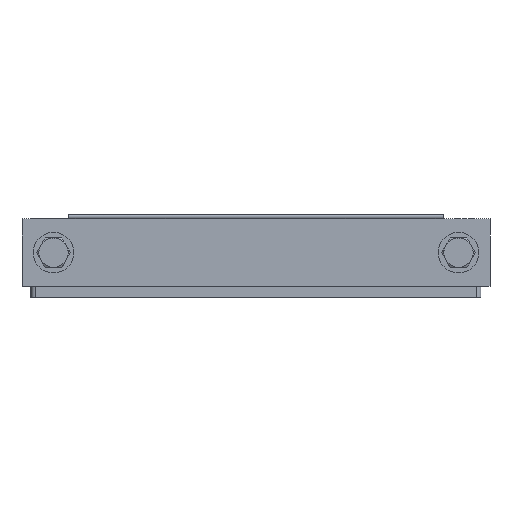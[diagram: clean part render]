
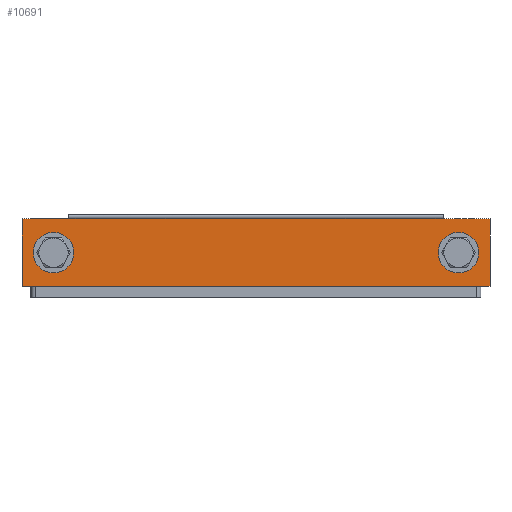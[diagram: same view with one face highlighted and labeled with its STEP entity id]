
A CAD part, front view. The second image highlights one B-rep face of the part: STEP entity #10691.
In plain terms, the highlighted planar face has unit normal (0, -1, 0).
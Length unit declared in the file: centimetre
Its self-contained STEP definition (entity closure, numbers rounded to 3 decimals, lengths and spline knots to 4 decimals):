
#214=FACE_BOUND('',#2036,.T.);
#215=FACE_BOUND('',#2037,.T.);
#1372=FACE_OUTER_BOUND('',#2035,.T.);
#2035=EDGE_LOOP('',(#8931,#8932,#8933,#8934,#8935,#8936));
#2036=EDGE_LOOP('',(#8937));
#2037=EDGE_LOOP('',(#8938));
#2606=CIRCLE('',#11717,0.9);
#2616=CIRCLE('',#11744,0.9);
#3231=LINE('',#17198,#4115);
#3246=LINE('',#17237,#4130);
#3266=LINE('',#17280,#4150);
#3270=LINE('',#17289,#4154);
#3272=LINE('',#17293,#4156);
#3273=LINE('',#17294,#4157);
#4115=VECTOR('',#14388,1.);
#4130=VECTOR('',#14427,1.);
#4150=VECTOR('',#14469,1.);
#4154=VECTOR('',#14477,1.);
#4156=VECTOR('',#14481,1.);
#4157=VECTOR('',#14482,1.);
#4948=VERTEX_POINT('',#16987);
#4970=VERTEX_POINT('',#17086);
#5004=VERTEX_POINT('',#17193);
#5005=VERTEX_POINT('',#17197);
#5017=VERTEX_POINT('',#17236);
#5029=VERTEX_POINT('',#17278);
#5031=VERTEX_POINT('',#17286);
#5033=VERTEX_POINT('',#17292);
#6245=EDGE_CURVE('',#4948,#4948,#2606,.T.);
#6281=EDGE_CURVE('',#4970,#4970,#2616,.T.);
#6334=EDGE_CURVE('',#5005,#5004,#3231,.T.);
#6353=EDGE_CURVE('',#5017,#5005,#3246,.T.);
#6376=EDGE_CURVE('',#5004,#5029,#3266,.T.);
#6380=EDGE_CURVE('',#5031,#5029,#3270,.T.);
#6382=EDGE_CURVE('',#5033,#5031,#3272,.T.);
#6383=EDGE_CURVE('',#5033,#5017,#3273,.T.);
#8931=ORIENTED_EDGE('',*,*,#6382,.F.);
#8932=ORIENTED_EDGE('',*,*,#6383,.T.);
#8933=ORIENTED_EDGE('',*,*,#6353,.T.);
#8934=ORIENTED_EDGE('',*,*,#6334,.T.);
#8935=ORIENTED_EDGE('',*,*,#6376,.T.);
#8936=ORIENTED_EDGE('',*,*,#6380,.F.);
#8937=ORIENTED_EDGE('',*,*,#6245,.T.);
#8938=ORIENTED_EDGE('',*,*,#6281,.T.);
#10084=PLANE('',#11810);
#10691=ADVANCED_FACE('',(#1372,#214,#215),#10084,.F.);
#11717=AXIS2_PLACEMENT_3D('',#16989,#14204,#14205);
#11744=AXIS2_PLACEMENT_3D('',#17088,#14272,#14273);
#11810=AXIS2_PLACEMENT_3D('',#17291,#14479,#14480);
#14204=DIRECTION('center_axis',(0.,1.,0.));
#14205=DIRECTION('ref_axis',(1.,0.,0.));
#14272=DIRECTION('center_axis',(0.,1.,0.));
#14273=DIRECTION('ref_axis',(-1.,0.,0.));
#14388=DIRECTION('',(1.,0.,0.));
#14427=DIRECTION('',(1.,0.,0.));
#14469=DIRECTION('',(1.,0.,0.));
#14477=DIRECTION('',(0.,0.,-1.));
#14479=DIRECTION('center_axis',(0.,1.,0.));
#14480=DIRECTION('ref_axis',(1.,0.,0.));
#14481=DIRECTION('',(1.,0.,0.));
#14482=DIRECTION('',(0.,0.,-1.));
#16987=CARTESIAN_POINT('',(8.1,-6.4,-1.5));
#16989=CARTESIAN_POINT('Origin',(9.,-6.4,-1.5));
#17086=CARTESIAN_POINT('',(-8.1,-6.4,-1.5));
#17088=CARTESIAN_POINT('Origin',(-9.,-6.4,-1.5));
#17193=CARTESIAN_POINT('',(9.8,-6.4,-3.));
#17197=CARTESIAN_POINT('',(-9.8,-6.4,-3.));
#17198=CARTESIAN_POINT('',(-10.4,-6.4,-3.));
#17236=CARTESIAN_POINT('',(-10.4,-6.4,-3.));
#17237=CARTESIAN_POINT('',(-10.4,-6.4,-3.));
#17278=CARTESIAN_POINT('',(10.4,-6.4,-3.));
#17280=CARTESIAN_POINT('',(-10.4,-6.4,-3.));
#17286=CARTESIAN_POINT('',(10.4,-6.4,0.));
#17289=CARTESIAN_POINT('',(10.4,-6.4,0.));
#17291=CARTESIAN_POINT('Origin',(-10.4,-6.4,0.));
#17292=CARTESIAN_POINT('',(-10.4,-6.4,0.));
#17293=CARTESIAN_POINT('',(-10.4,-6.4,0.));
#17294=CARTESIAN_POINT('',(-10.4,-6.4,0.));
